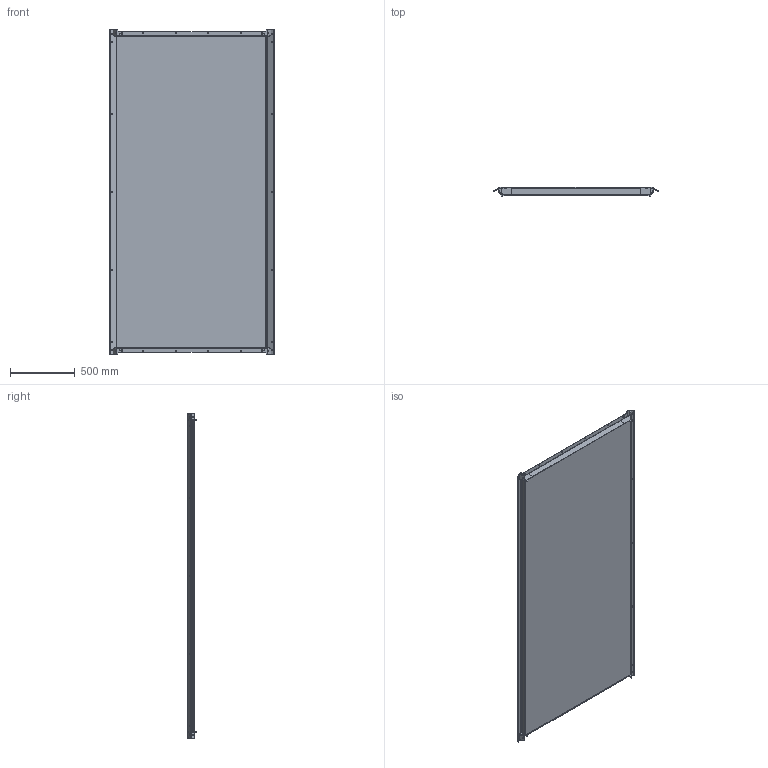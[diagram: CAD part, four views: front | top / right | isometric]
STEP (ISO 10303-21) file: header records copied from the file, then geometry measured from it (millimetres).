
FILE_DESCRIPTION (( 'STEP AP203' ), '1' );
FILE_NAME ('CV03-A20_REV_A.step', '2025-08-17T05:10:36', ( '' ), ( '' ), 'SwSTEP 2.0', 'SolidWorks 2024', '' );
FILE_SCHEMA (( 'CONFIG_CONTROL_DESIGN' ));
Length unit declared in the file: millimetre
Products named in the file (11): CV03-C-07; pop rivet_M4-RIVET; CV03-C-06; CV03-F20; weldnut_WELDNUT-M8; CV03-C-17; CV03-C-01; CV03-F16; TMP-0010_TMP-0010-L; CV03-A20_REV_A; CV03-F15
Assembly tree (44 placements, depth 4):
  CV03-A20_REV_A
    CV03-F20
      CV03-F16  x2
        CV03-C-06
      CV03-C-07  x2
      CV03-F15  x2
        CV03-C-01
        weldnut_WELDNUT-M8
    TMP-0010_TMP-0010-L
    pop rivet_M4-RIVET  x30
    CV03-C-17  x2
Bounding box: 1264.98 x 69.45 x 2503 mm (x, y, z)
Volume: 139606606.5 mm3; surface area: 19049804 mm2
Topology: 45 solids, 45 shells, 1070 faces, 2634 edges, 1658 vertices
Faces by surface type: plane 476, cylinder 386, torus 120, bspline 60, cone 28
Entity records: 14071 total; most frequent: CARTESIAN_POINT 2177, DIRECTION 2126, ORIENTED_EDGE 1998, EDGE_CURVE 999, AXIS2_PLACEMENT_3D 727, VECTOR 672, LINE 672, VERTEX_POINT 654
